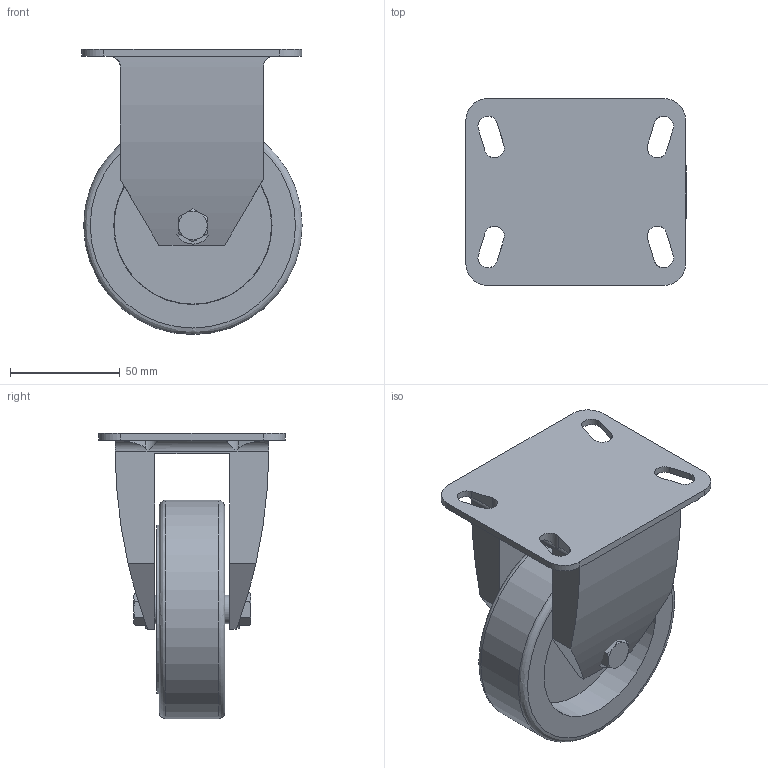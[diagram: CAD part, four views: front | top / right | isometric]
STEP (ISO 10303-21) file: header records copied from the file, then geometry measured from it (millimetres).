
FILE_DESCRIPTION(('STEP AP203'),'2;1');
FILE_NAME('24.155.00.stp','2011-03-07T09:29:24',(''),(''),'2009.3.110','THINKDESIGN','');
FILE_SCHEMA(('CONFIG_CONTROL_DESIGN'));
Length unit declared in the file: millimetre
Bounding box: 100.2 x 85 x 129.78 mm (x, y, z)
Volume: 307260.4 mm3; surface area: 83705.4 mm2
Topology: 9 solids, 9 shells, 109 faces, 283 edges, 192 vertices
Faces by surface type: plane 60, cylinder 33, bspline 16
Full cylindrical faces by diameter (mm): 8 x2, 8.4 x2, 13 x2, 17 x2, 69.663 x1, 71.663 x1, 72 x1, 76.552 x1, 99.4 x1
Entity records: 4736 total; most frequent: CARTESIAN_POINT 1962, ORIENTED_EDGE 566, DIRECTION 545, EDGE_CURVE 283, AXIS2_PLACEMENT_3D 209, VERTEX_POINT 192, VECTOR 127, LINE 127
